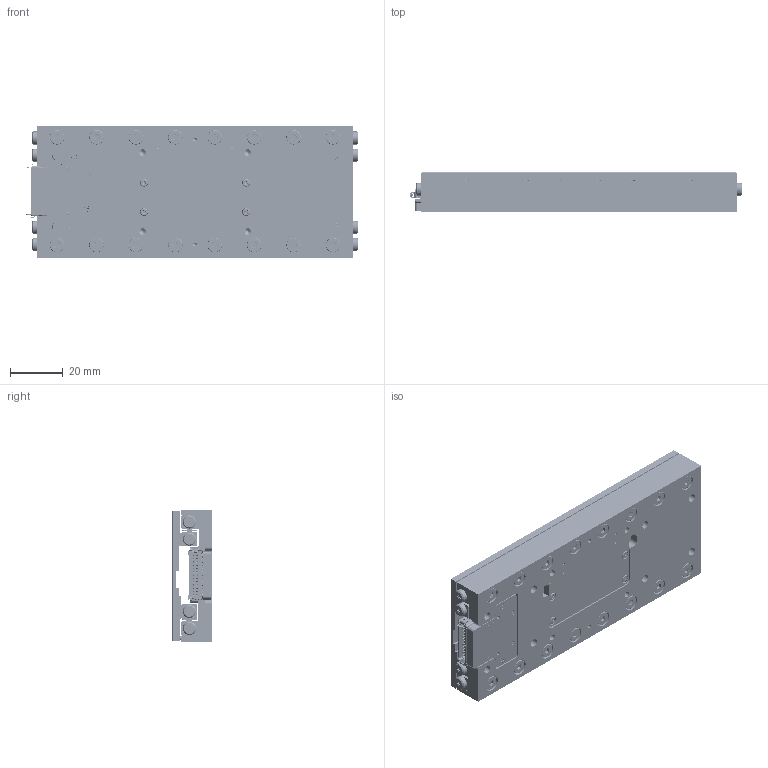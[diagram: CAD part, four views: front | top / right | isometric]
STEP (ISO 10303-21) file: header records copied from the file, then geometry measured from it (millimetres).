
FILE_DESCRIPTION (( 'STEP AP214' ), '1' );
FILE_NAME ('PPS-50-33500-E.STEP', '2023-06-14T23:41:23', ( '' ), ( '' ), 'SwSTEP 2.0', 'SolidWorks 2023', '' );
FILE_SCHEMA (( 'AUTOMOTIVE_DESIGN' ));
Length unit declared in the file: millimetre
Products named in the file (21): SCREW, MS-PPH, M-JCIS_M1 x 0.25 x 2mm; 130325 Bearing, Slide Way, NB, SV2000_SV 2120; 410185 26Pin Gecko with Latches, PCBA_Linear Motor Version ; 92010A779_MS-PFH, M-DIN, M1.6x0.35x4mm_92010A779; PPS-50 Demo Cavity Cover; 431766 Connector Housing Cover, 26Pin Gecko PCB Mounted; DF52-3S-0.8H_3Pin Motor Connector; SCREW, MS-PPH, M-JCIS_M1 x 0.25 x 3mm; Screw, SHCS-L, M-DIN_M3 x 0.5 x 08mm; PPS-50-33500-E; 431765 Connector Housing Base, 26Pin Gecko PCB Mounted; SCREW, MS-PPH, M-JCIS_M2.5 x 0.45 x 6mm; SCREW, MS-PPH, M-JCIS_M2 x 0.4 x 4mm; g125-mh12605l3_Board Mount with Latches, 26 Pin, Male; Cage, Slide Way, NB, SV2000_SV 2120-21Z; PPS-50LM, Carriage_Master Part_120; DF52-3P-0.8C_3Pin Motor Mating Connector; SM10B-SURS-TF; SCREW, MS-PPH, M-JCIS_M1.2 x 0.25 x 3mm; 410184-101 26Pin Gecko with Latches, PCB; PPS-50LM, Base_Master Part_L120
Assembly tree (64 placements, depth 3):
  PPS-50-33500-E
    PPS-50LM, Base_Master Part_L120
    PPS-50LM, Carriage_Master Part_120
    130325 Bearing, Slide Way, NB, SV2000_SV 2120  x4
    Cage, Slide Way, NB, SV2000_SV 2120-21Z  x2
    SCREW, MS-PPH, M-JCIS_M1.2 x 0.25 x 3mm
    SCREW, MS-PPH, M-JCIS_M2.5 x 0.45 x 6mm  x16
    Screw, SHCS-L, M-DIN_M3 x 0.5 x 08mm  x16
    PPS-50 Demo Cavity Cover
    SCREW, MS-PPH, M-JCIS_M2 x 0.4 x 4mm  x4
    410185 26Pin Gecko with Latches, PCBA_Linear Motor Version 
      g125-mh12605l3_Board Mount with Latches, 26 Pin, Male
      410184-101 26Pin Gecko with Latches, PCB
      SM10B-SURS-TF
      431766 Connector Housing Cover, 26Pin Gecko PCB Mounted
      431765 Connector Housing Base, 26Pin Gecko PCB Mounted
      92010A779_MS-PFH, M-DIN, M1.6x0.35x4mm_92010A779  x2
      SCREW, MS-PPH, M-JCIS_M1 x 0.25 x 2mm  x3
      SCREW, MS-PPH, M-JCIS_M1 x 0.25 x 3mm
      DF52-3S-0.8H_3Pin Motor Connector
      DF52-3P-0.8C_3Pin Motor Mating Connector
    92010A779_MS-PFH, M-DIN, M1.6x0.35x4mm_92010A779  x4
Bounding box: 126.32 x 15 x 50 mm (x, y, z)
Volume: 61078.2 mm3; surface area: 58095.8 mm2
Topology: 101 solids, 101 shells, 7520 faces, 17847 edges, 10512 vertices
Faces by surface type: bspline 2760, plane 2408, cylinder 1491, torus 624, cone 237
Entity records: 294370 total; most frequent: CARTESIAN_POINT 174311, ORIENTED_EDGE 27796, DIRECTION 20702, EDGE_CURVE 13898, VERTEX_POINT 8108, AXIS2_PLACEMENT_3D 7993, EDGE_LOOP 6266, ADVANCED_FACE 5936
